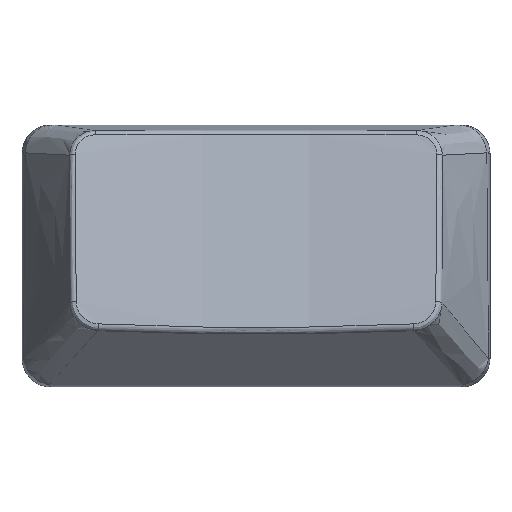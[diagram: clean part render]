
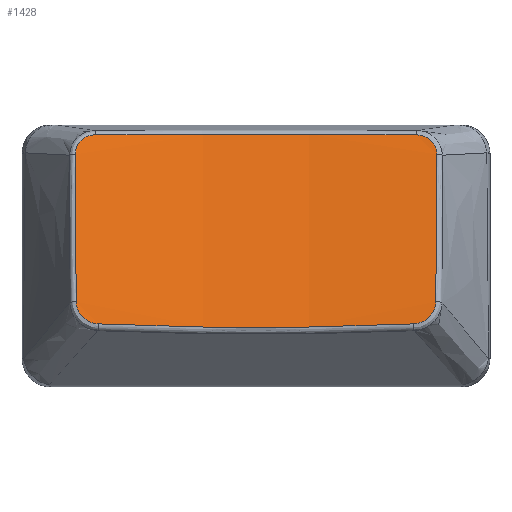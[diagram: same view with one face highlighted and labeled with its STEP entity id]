
A CAD part, top view. The second image highlights one B-rep face of the part: STEP entity #1428.
In plain terms, the highlighted free-form (B-spline) face has degree [1, 2] with [2, 3] control points.
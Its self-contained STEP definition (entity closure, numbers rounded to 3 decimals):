
#14=(
BOUNDED_SURFACE()
B_SPLINE_SURFACE(1,2,((#3740,#3741,#3742),(#3743,#3744,#3745)),
 .UNSPECIFIED.,.F.,.F.,.F.)
B_SPLINE_SURFACE_WITH_KNOTS((2,2),(3,3),(0.212,0.356),
(-1.7,-1.442),.UNSPECIFIED.)
GEOMETRIC_REPRESENTATION_ITEM()
RATIONAL_B_SPLINE_SURFACE(((1.,0.992,1.),(1.,0.992,
1.)))
REPRESENTATION_ITEM('')
SURFACE()
);
#191=B_SPLINE_CURVE_WITH_KNOTS('',3,(#3505,#3506,#3507,#3508),
 .UNSPECIFIED.,.F.,.F.,(4,4),(0.,2.235),.UNSPECIFIED.);
#192=B_SPLINE_CURVE_WITH_KNOTS('',3,(#3541,#3542,#3543,#3544,#3545,#3546),
 .UNSPECIFIED.,.F.,.F.,(4,1,1,4),(0.,0.098,
0.163,0.228),.UNSPECIFIED.);
#194=B_SPLINE_CURVE_WITH_KNOTS('',3,(#3574,#3575,#3576,#3577),
 .UNSPECIFIED.,.F.,.F.,(4,4),(0.,1.063),.UNSPECIFIED.);
#196=B_SPLINE_CURVE_WITH_KNOTS('',3,(#3611,#3612,#3613,#3614,#3615),
 .UNSPECIFIED.,.F.,.F.,(4,1,4),(0.,0.105,
0.244),.UNSPECIFIED.);
#198=B_SPLINE_CURVE_WITH_KNOTS('',3,(#3642,#3643,#3644,#3645),
 .UNSPECIFIED.,.F.,.F.,(4,4),(0.,2.197),
 .UNSPECIFIED.);
#199=B_SPLINE_CURVE_WITH_KNOTS('',3,(#3673,#3674,#3675,#3676,#3677),
 .UNSPECIFIED.,.F.,.F.,(4,1,4),(0.,0.105,
0.244),.UNSPECIFIED.);
#200=B_SPLINE_CURVE_WITH_KNOTS('',3,(#3700,#3701,#3702,#3703),
 .UNSPECIFIED.,.F.,.F.,(4,4),(0.,1.063),.UNSPECIFIED.);
#201=B_SPLINE_CURVE_WITH_KNOTS('',3,(#3734,#3735,#3736,#3737,#3738,#3739),
 .UNSPECIFIED.,.F.,.F.,(4,1,1,4),(0.,0.098,0.163,
0.228),.UNSPECIFIED.);
#403=FACE_OUTER_BOUND('',#495,.T.);
#495=EDGE_LOOP('',(#1265,#1266,#1267,#1268,#1269,#1270,#1271,#1272));
#660=VERTEX_POINT('',#3501);
#661=VERTEX_POINT('',#3503);
#662=VERTEX_POINT('',#3539);
#663=VERTEX_POINT('',#3567);
#665=VERTEX_POINT('',#3603);
#667=VERTEX_POINT('',#3636);
#668=VERTEX_POINT('',#3671);
#669=VERTEX_POINT('',#3698);
#864=EDGE_CURVE('',#661,#660,#191,.T.);
#866=EDGE_CURVE('',#660,#662,#192,.T.);
#869=EDGE_CURVE('',#662,#663,#194,.T.);
#872=EDGE_CURVE('',#663,#665,#196,.T.);
#875=EDGE_CURVE('',#665,#667,#198,.T.);
#877=EDGE_CURVE('',#667,#668,#199,.T.);
#879=EDGE_CURVE('',#668,#669,#200,.T.);
#880=EDGE_CURVE('',#669,#661,#201,.T.);
#1265=ORIENTED_EDGE('',*,*,#864,.F.);
#1266=ORIENTED_EDGE('',*,*,#880,.F.);
#1267=ORIENTED_EDGE('',*,*,#879,.F.);
#1268=ORIENTED_EDGE('',*,*,#877,.F.);
#1269=ORIENTED_EDGE('',*,*,#875,.F.);
#1270=ORIENTED_EDGE('',*,*,#872,.F.);
#1271=ORIENTED_EDGE('',*,*,#869,.F.);
#1272=ORIENTED_EDGE('',*,*,#866,.F.);
#1428=ADVANCED_FACE('',(#403),#14,.T.);
#3501=CARTESIAN_POINT('',(11.107,8.389,4.95));
#3503=CARTESIAN_POINT('',(-11.107,8.389,4.95));
#3505=CARTESIAN_POINT('Ctrl Pts',(-11.107,8.389,4.95));
#3506=CARTESIAN_POINT('Ctrl Pts',(-3.735,8.464,4.106));
#3507=CARTESIAN_POINT('Ctrl Pts',(3.735,8.464,4.106));
#3508=CARTESIAN_POINT('Ctrl Pts',(11.107,8.389,4.95));
#3539=CARTESIAN_POINT('',(12.53,7.033,5.508));
#3541=CARTESIAN_POINT('Ctrl Pts',(11.107,8.389,4.95));
#3542=CARTESIAN_POINT('Ctrl Pts',(11.429,8.386,4.987));
#3543=CARTESIAN_POINT('Ctrl Pts',(11.966,8.232,5.094));
#3544=CARTESIAN_POINT('Ctrl Pts',(12.447,7.657,5.318));
#3545=CARTESIAN_POINT('Ctrl Pts',(12.532,7.241,5.448));
#3546=CARTESIAN_POINT('Ctrl Pts',(12.53,7.033,5.508));
#3567=CARTESIAN_POINT('',(12.469,-3.184,8.429));
#3574=CARTESIAN_POINT('Ctrl Pts',(12.53,7.033,5.508));
#3575=CARTESIAN_POINT('Ctrl Pts',(12.501,3.627,6.481));
#3576=CARTESIAN_POINT('Ctrl Pts',(12.483,0.221,7.455));
#3577=CARTESIAN_POINT('Ctrl Pts',(12.469,-3.184,8.429));
#3603=CARTESIAN_POINT('',(10.921,-4.724,8.689));
#3611=CARTESIAN_POINT('Ctrl Pts',(12.469,-3.184,8.429));
#3612=CARTESIAN_POINT('Ctrl Pts',(12.467,-3.52,8.525));
#3613=CARTESIAN_POINT('Ctrl Pts',(12.183,-4.315,8.717));
#3614=CARTESIAN_POINT('Ctrl Pts',(11.382,-4.704,8.734));
#3615=CARTESIAN_POINT('Ctrl Pts',(10.921,-4.724,8.689));
#3636=CARTESIAN_POINT('',(-10.921,-4.724,8.689));
#3642=CARTESIAN_POINT('Ctrl Pts',(10.921,-4.724,8.689));
#3643=CARTESIAN_POINT('Ctrl Pts',(3.668,-5.047,7.987));
#3644=CARTESIAN_POINT('Ctrl Pts',(-3.668,-5.047,7.987));
#3645=CARTESIAN_POINT('Ctrl Pts',(-10.921,-4.724,8.689));
#3671=CARTESIAN_POINT('',(-12.469,-3.184,8.429));
#3673=CARTESIAN_POINT('Ctrl Pts',(-10.921,-4.724,8.689));
#3674=CARTESIAN_POINT('Ctrl Pts',(-11.267,-4.709,8.723));
#3675=CARTESIAN_POINT('Ctrl Pts',(-12.077,-4.418,8.733));
#3676=CARTESIAN_POINT('Ctrl Pts',(-12.467,-3.632,8.558));
#3677=CARTESIAN_POINT('Ctrl Pts',(-12.469,-3.184,8.429));
#3698=CARTESIAN_POINT('',(-12.53,7.033,5.508));
#3700=CARTESIAN_POINT('Ctrl Pts',(-12.469,-3.184,8.429));
#3701=CARTESIAN_POINT('Ctrl Pts',(-12.483,0.221,7.455));
#3702=CARTESIAN_POINT('Ctrl Pts',(-12.501,3.627,6.481));
#3703=CARTESIAN_POINT('Ctrl Pts',(-12.53,7.033,5.508));
#3734=CARTESIAN_POINT('Ctrl Pts',(-12.53,7.033,5.508));
#3735=CARTESIAN_POINT('Ctrl Pts',(-12.533,7.346,5.418));
#3736=CARTESIAN_POINT('Ctrl Pts',(-12.36,7.867,5.247));
#3737=CARTESIAN_POINT('Ctrl Pts',(-11.748,8.307,5.046));
#3738=CARTESIAN_POINT('Ctrl Pts',(-11.322,8.387,4.974));
#3739=CARTESIAN_POINT('Ctrl Pts',(-11.107,8.389,4.95));
#3740=CARTESIAN_POINT('Ctrl Pts',(12.532,-4.786,8.897));
#3741=CARTESIAN_POINT('Ctrl Pts',(0.,-5.204,
7.438));
#3742=CARTESIAN_POINT('Ctrl Pts',(-12.532,-4.786,8.897));
#3743=CARTESIAN_POINT('Ctrl Pts',(12.532,8.662,5.04));
#3744=CARTESIAN_POINT('Ctrl Pts',(0.,8.244,
3.581));
#3745=CARTESIAN_POINT('Ctrl Pts',(-12.532,8.662,5.04));
